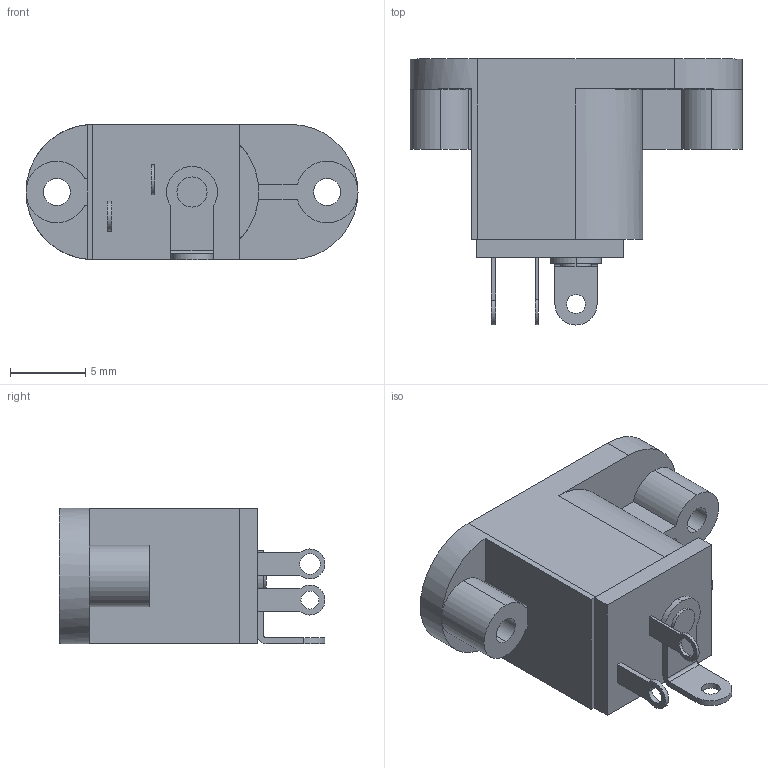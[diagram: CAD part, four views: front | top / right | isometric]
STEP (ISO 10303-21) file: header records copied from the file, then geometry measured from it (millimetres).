
FILE_DESCRIPTION (( 'STEP AP214' ), '1' );
FILE_NAME ('EJ505A.STEP', '2023-12-19T16:27:07', ( '' ), ( '' ), 'SwSTEP 2.0', 'SolidWorks 2021', '' );
FILE_SCHEMA (( 'AUTOMOTIVE_DESIGN' ));
Length unit declared in the file: millimetre
Products named in the file (1): EJ505A
Bounding box: 22.1 x 17.7 x 9 mm (x, y, z)
Volume: 1022.4 mm3; surface area: 1798.2 mm2
Topology: 6 solids, 6 shells, 117 faces, 308 edges, 203 vertices
Faces by surface type: plane 64, cylinder 51, sphere 2
Entity records: 3735 total; most frequent: DIRECTION 654, CARTESIAN_POINT 623, ORIENTED_EDGE 608, EDGE_CURVE 304, AXIS2_PLACEMENT_3D 232, VERTEX_POINT 201, VECTOR 190, LINE 190
